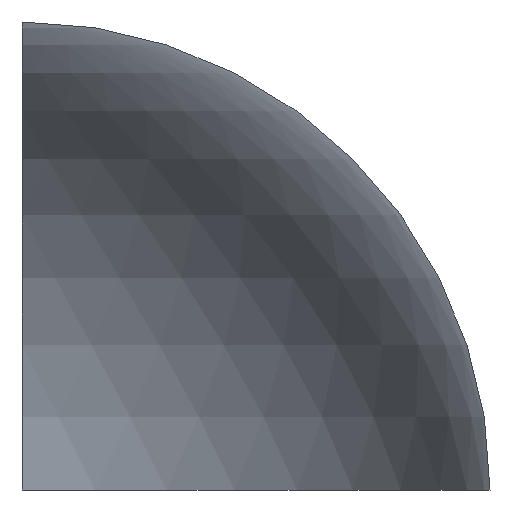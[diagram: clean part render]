
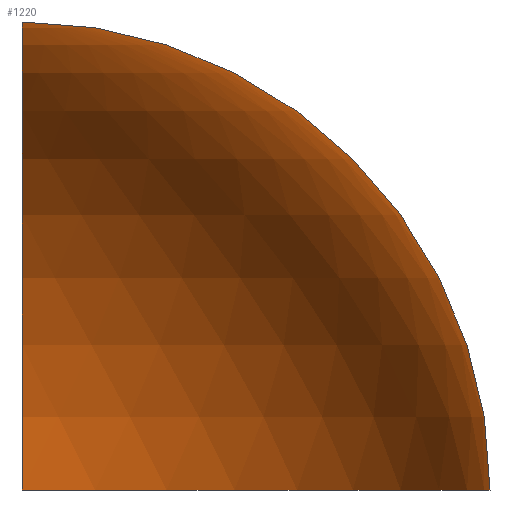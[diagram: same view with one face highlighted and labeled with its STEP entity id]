
A CAD part, front view. The second image highlights one B-rep face of the part: STEP entity #1220.
In plain terms, the highlighted spherical face has radius 10000 mm.
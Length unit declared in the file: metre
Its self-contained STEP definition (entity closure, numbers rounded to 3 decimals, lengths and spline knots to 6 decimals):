
#1100 = CARTESIAN_POINT('origin',(0.0,0.0,0.0));
#1101 = DIRECTION('Dir1',(1.0,0.0,0.0));
#1102 = DIRECTION('Dir2',(0.0,1.0,0.0));
#1103 = DIRECTION('Dir3',(0.0,0.0,1.0));
#1112 = AXIS2_PLACEMENT_3D('Ax2P3DZ',#1100,#1103,#1101);
#1113 = AXIS2_PLACEMENT_3D('Ax2P3DX',#1100,#1101,#1102);
#1114 = AXIS2_PLACEMENT_3D('Ax2P3DY',#1100,#1102,#1103);
#1121 = CIRCLE('BaseCirc',#1112,10.0);
#1122 = CIRCLE('LeftCirc',#1114,10.0);
#1123 = CIRCLE('BackCirc',#1113,10.0);
#1130 = SPHERICAL_SURFACE('MidSphere', #1112, 10.0);
#1131 = CARTESIAN_POINT('PtA',(10.0,0.0,0.0));
#1132 = VERTEX_POINT('VertPtA',#1131);
#1133 = CARTESIAN_POINT('PtC',(0.0,10.0,0.0));
#1134 = VERTEX_POINT('VertPtC',#1133);
#1135 = CARTESIAN_POINT('PtE',(0.0,0.0,10.0));
#1136 = VERTEX_POINT('VertPtC',#1135);
#1152 = EDGE_CURVE('EdgeAC',#1132,#1134,#1121,.T.);
#1153 = EDGE_CURVE('EdgeCE',#1134,#1136,#1123,.T.);
#1154 = EDGE_CURVE('EdgeEA',#1136,#1132,#1122,.T.);
#1170 = ORIENTED_EDGE('ACT',*,*,#1152,.T.);
#1171 = ORIENTED_EDGE('CET',*,*,#1153,.T.);
#1172 = ORIENTED_EDGE('EAT',*,*,#1154,.T.);
#1203 = EDGE_LOOP('ELACEA',(#1170,#1171,#1172));
#1210 = FACE_OUTER_BOUND('Spfbd',#1203,.T.);
#1220 = ADVANCED_FACE('SphFace',(#1210),#1130,.T.);
